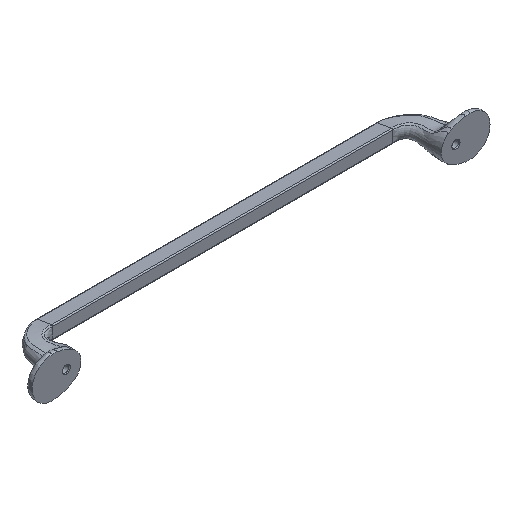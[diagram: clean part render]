
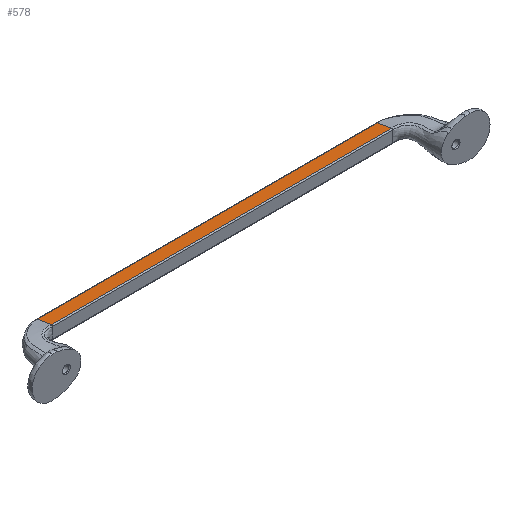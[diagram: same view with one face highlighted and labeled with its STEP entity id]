
A CAD part, isometric view. The second image highlights one B-rep face of the part: STEP entity #578.
In plain terms, the highlighted planar face has unit normal (0, 0.16, 0.987).
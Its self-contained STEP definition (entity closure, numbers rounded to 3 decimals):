
#67=PLANE('',#647);
#94=FACE_OUTER_BOUND('',#127,.T.);
#127=EDGE_LOOP('',(#471,#472,#473,#474));
#153=LINE('',#3190,#177);
#158=LINE('',#3429,#182);
#159=LINE('',#3433,#183);
#160=LINE('',#3434,#184);
#177=VECTOR('',#728,10.);
#182=VECTOR('',#743,10.);
#183=VECTOR('',#748,10.);
#184=VECTOR('',#749,10.);
#257=VERTEX_POINT('',#2826);
#258=VERTEX_POINT('',#3189);
#263=VERTEX_POINT('',#3426);
#265=VERTEX_POINT('',#3432);
#330=EDGE_CURVE('',#257,#258,#153,.T.);
#339=EDGE_CURVE('',#263,#258,#158,.T.);
#341=EDGE_CURVE('',#265,#263,#159,.T.);
#342=EDGE_CURVE('',#257,#265,#160,.T.);
#471=ORIENTED_EDGE('',*,*,#341,.F.);
#472=ORIENTED_EDGE('',*,*,#342,.F.);
#473=ORIENTED_EDGE('',*,*,#330,.T.);
#474=ORIENTED_EDGE('',*,*,#339,.F.);
#578=ADVANCED_FACE('',(#94),#67,.T.);
#647=AXIS2_PLACEMENT_3D('',#3431,#746,#747);
#728=DIRECTION('',(0.,-0.987,0.16));
#743=DIRECTION('',(-1.,0.,0.));
#746=DIRECTION('center_axis',(0.,0.16,0.987));
#747=DIRECTION('ref_axis',(0.,-0.987,0.16));
#748=DIRECTION('',(0.,-0.987,0.16));
#749=DIRECTION('',(1.,0.,0.));
#2826=CARTESIAN_POINT('',(-83.75,26.58,2.068));
#3189=CARTESIAN_POINT('',(-83.75,19.58,3.206));
#3190=CARTESIAN_POINT('',(-83.75,26.58,2.068));
#3426=CARTESIAN_POINT('',(83.75,19.58,3.206));
#3429=CARTESIAN_POINT('',(0.,19.58,3.206));
#3431=CARTESIAN_POINT('Origin',(0.,26.58,
2.068));
#3432=CARTESIAN_POINT('',(83.75,26.58,2.068));
#3433=CARTESIAN_POINT('',(83.75,26.58,2.068));
#3434=CARTESIAN_POINT('',(0.,26.58,2.068));
